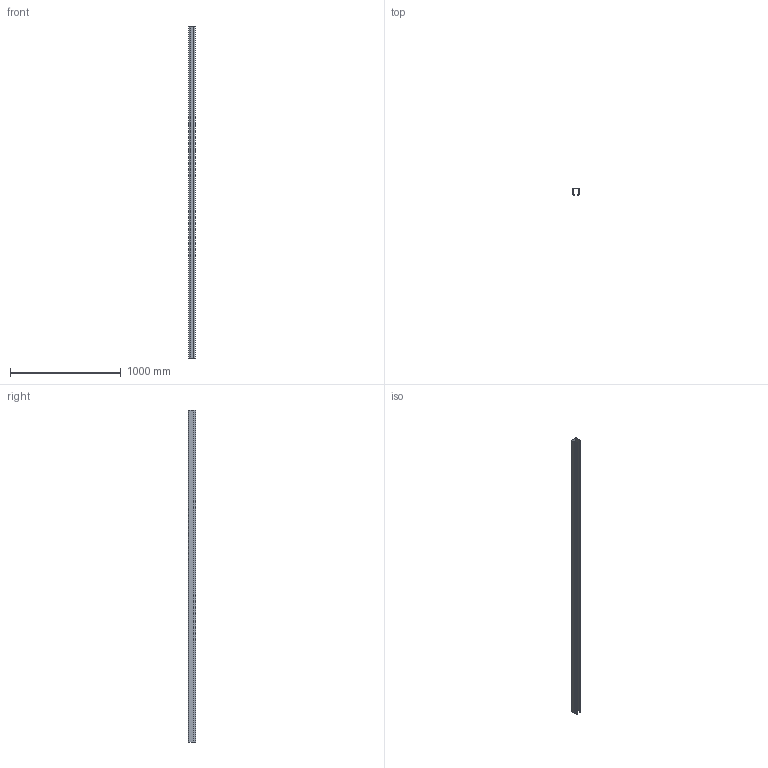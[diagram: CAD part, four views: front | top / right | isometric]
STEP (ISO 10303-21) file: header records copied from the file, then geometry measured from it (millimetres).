
FILE_DESCRIPTION (( 'STEP AP214' ), '1' );
FILE_NAME ('05360-Track Galvanised 3M 500kg.STEP', '2018-11-29T01:41:25', ( '' ), ( '' ), 'SwSTEP 2.0', 'SolidWorks 2018', '' );
FILE_SCHEMA (( 'AUTOMOTIVE_DESIGN' ));
Length unit declared in the file: millimetre
Products named in the file (2): 05360-Track Galvanised 3M 500kg
Bounding box: 56 x 65.98 x 3000 mm (x, y, z)
Volume: 1533545.8 mm3; surface area: 1242921.4 mm2
Topology: 1 solids, 1 shells, 295 faces, 801 edges, 534 vertices
Faces by surface type: plane 163, bspline 120, cylinder 12
Entity records: 16024 total; most frequent: CARTESIAN_POINT 9328, ORIENTED_EDGE 1602, DIRECTION 939, EDGE_CURVE 801, LINE 537, VECTOR 537, VERTEX_POINT 534, EDGE_LOOP 321
